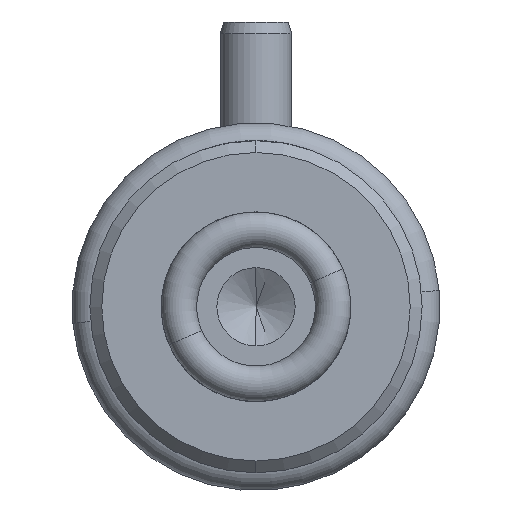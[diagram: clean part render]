
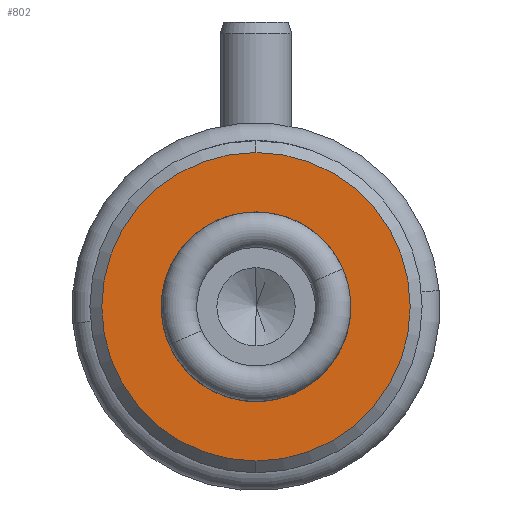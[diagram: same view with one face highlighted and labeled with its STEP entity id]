
A CAD part, front view. The second image highlights one B-rep face of the part: STEP entity #802.
In plain terms, the highlighted planar face has unit normal (0, -1, 0).
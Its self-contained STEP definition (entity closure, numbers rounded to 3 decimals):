
#24 = DIRECTION ( 'NONE',  ( 0., -1., 0. ) ) ;
#29 = EDGE_CURVE ( 'NONE', #155, #2227, #2453, .T. ) ;
#60 = EDGE_CURVE ( 'NONE', #2227, #155, #2069, .T. ) ;
#150 = DIRECTION ( 'NONE',  ( 0., 0., 1. ) ) ;
#155 = VERTEX_POINT ( 'NONE', #2317 ) ;
#215 = CIRCLE ( 'NONE', #678, 6.5 ) ;
#229 = ORIENTED_EDGE ( 'NONE', *, *, #1895, .T. ) ;
#378 = AXIS2_PLACEMENT_3D ( 'NONE', #551, #1232, #150 ) ;
#408 = VERTEX_POINT ( 'NONE', #908 ) ;
#465 = FACE_OUTER_BOUND ( 'NONE', #711, .T. ) ;
#486 = CARTESIAN_POINT ( 'NONE',  ( 0., 0., 0. ) ) ;
#551 = CARTESIAN_POINT ( 'NONE',  ( 0., 0., 0. ) ) ;
#678 = AXIS2_PLACEMENT_3D ( 'NONE', #851, #24, #1279 ) ;
#711 = EDGE_LOOP ( 'NONE', ( #229, #2507 ) ) ;
#802 = ADVANCED_FACE ( 'NONE', ( #2241, #465 ), #2505, .F. ) ;
#808 = VERTEX_POINT ( 'NONE', #2074 ) ;
#851 = CARTESIAN_POINT ( 'NONE',  ( 0., 0., 0. ) ) ;
#908 = CARTESIAN_POINT ( 'NONE',  ( 0., 0., -6.5 ) ) ;
#934 = CARTESIAN_POINT ( 'NONE',  ( 0., 0., 0. ) ) ;
#945 = DIRECTION ( 'NONE',  ( 0., -1., 0. ) ) ;
#1100 = AXIS2_PLACEMENT_3D ( 'NONE', #934, #2458, #2683 ) ;
#1190 = DIRECTION ( 'NONE',  ( 0., -1., 0. ) ) ;
#1232 = DIRECTION ( 'NONE',  ( 0., 1., 0. ) ) ;
#1279 = DIRECTION ( 'NONE',  ( 0., 0., 1. ) ) ;
#1624 = ORIENTED_EDGE ( 'NONE', *, *, #29, .F. ) ;
#1741 = ORIENTED_EDGE ( 'NONE', *, *, #60, .F. ) ;
#1775 = EDGE_LOOP ( 'NONE', ( #1624, #1741 ) ) ;
#1895 = EDGE_CURVE ( 'NONE', #808, #408, #215, .T. ) ;
#1916 = AXIS2_PLACEMENT_3D ( 'NONE', #486, #945, #2014 ) ;
#1999 = CARTESIAN_POINT ( 'NONE',  ( 0., 0., 0. ) ) ;
#2014 = DIRECTION ( 'NONE',  ( 0., 0., -1. ) ) ;
#2069 = CIRCLE ( 'NONE', #1916, 4. ) ;
#2074 = CARTESIAN_POINT ( 'NONE',  ( 0., 0., 6.5 ) ) ;
#2167 = EDGE_CURVE ( 'NONE', #408, #808, #2659, .T. ) ;
#2211 = DIRECTION ( 'NONE',  ( 0., 0., 1. ) ) ;
#2227 = VERTEX_POINT ( 'NONE', #2433 ) ;
#2241 = FACE_BOUND ( 'NONE', #1775, .T. ) ;
#2317 = CARTESIAN_POINT ( 'NONE',  ( 0., 0., -4. ) ) ;
#2433 = CARTESIAN_POINT ( 'NONE',  ( 0., 0., 4. ) ) ;
#2453 = CIRCLE ( 'NONE', #1100, 4. ) ;
#2458 = DIRECTION ( 'NONE',  ( 0., -1., 0. ) ) ;
#2497 = AXIS2_PLACEMENT_3D ( 'NONE', #1999, #1190, #2211 ) ;
#2505 = PLANE ( 'NONE',  #378 ) ;
#2507 = ORIENTED_EDGE ( 'NONE', *, *, #2167, .T. ) ;
#2659 = CIRCLE ( 'NONE', #2497, 6.5 ) ;
#2683 = DIRECTION ( 'NONE',  ( 0., 0., -1. ) ) ;
